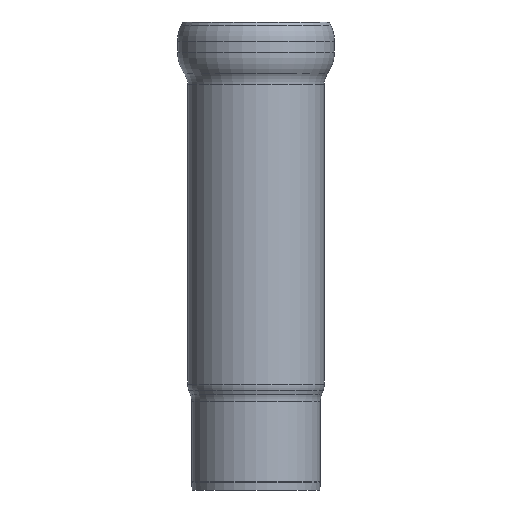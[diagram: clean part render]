
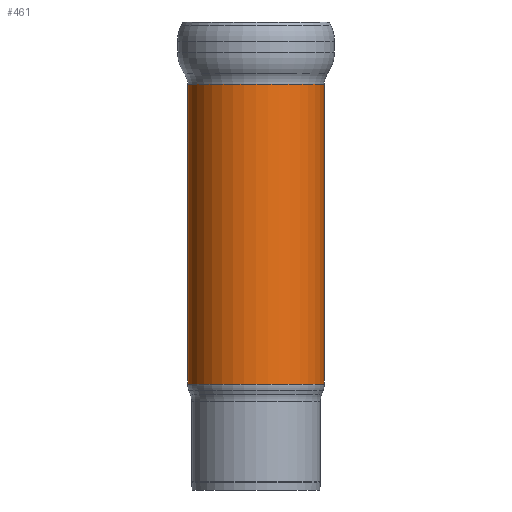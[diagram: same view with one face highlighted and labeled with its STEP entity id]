
A CAD part, front view. The second image highlights one B-rep face of the part: STEP entity #461.
In plain terms, the highlighted cylindrical face has radius 445 mm (diameter 890 mm), a full revolution.
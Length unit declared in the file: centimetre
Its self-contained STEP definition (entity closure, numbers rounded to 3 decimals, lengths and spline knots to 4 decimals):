
#23=CYLINDRICAL_SURFACE('',#526,44.5);
#33=LINE('',#841,#47);
#47=VECTOR('',#679,44.5);
#77=FACE_OUTER_BOUND('',#103,.T.);
#103=EDGE_LOOP('',(#372,#373,#374,#375,#376,#377));
#148=CIRCLE('',#524,44.5);
#149=CIRCLE('',#525,44.5);
#150=CIRCLE('',#527,44.5);
#151=CIRCLE('',#528,44.5);
#198=VERTEX_POINT('',#831);
#199=VERTEX_POINT('',#833);
#200=VERTEX_POINT('',#837);
#201=VERTEX_POINT('',#838);
#259=EDGE_CURVE('',#199,#198,#148,.T.);
#260=EDGE_CURVE('',#198,#199,#149,.T.);
#261=EDGE_CURVE('',#200,#201,#150,.T.);
#262=EDGE_CURVE('',#201,#200,#151,.T.);
#263=EDGE_CURVE('',#201,#199,#33,.T.);
#372=ORIENTED_EDGE('',*,*,#261,.F.);
#373=ORIENTED_EDGE('',*,*,#262,.F.);
#374=ORIENTED_EDGE('',*,*,#263,.T.);
#375=ORIENTED_EDGE('',*,*,#259,.T.);
#376=ORIENTED_EDGE('',*,*,#260,.T.);
#377=ORIENTED_EDGE('',*,*,#263,.F.);
#461=ADVANCED_FACE('',(#77),#23,.T.);
#524=AXIS2_PLACEMENT_3D('',#834,#669,#670);
#525=AXIS2_PLACEMENT_3D('',#835,#671,#672);
#526=AXIS2_PLACEMENT_3D('',#836,#673,#674);
#527=AXIS2_PLACEMENT_3D('',#839,#675,#676);
#528=AXIS2_PLACEMENT_3D('',#840,#677,#678);
#669=DIRECTION('center_axis',(0.,0.,-1.));
#670=DIRECTION('ref_axis',(1.,0.,0.));
#671=DIRECTION('center_axis',(0.,0.,-1.));
#672=DIRECTION('ref_axis',(1.,0.,0.));
#673=DIRECTION('center_axis',(0.,0.,-1.));
#674=DIRECTION('ref_axis',(-1.,0.,0.));
#675=DIRECTION('center_axis',(0.,0.,-1.));
#676=DIRECTION('ref_axis',(1.,0.,0.));
#677=DIRECTION('center_axis',(0.,0.,-1.));
#678=DIRECTION('ref_axis',(1.,0.,0.));
#679=DIRECTION('',(0.,0.,1.));
#831=CARTESIAN_POINT('',(135.9992,299.5559,111.7768));
#833=CARTESIAN_POINT('',(180.4992,344.0559,111.7768));
#834=CARTESIAN_POINT('Origin',(135.9992,344.0559,111.7768));
#835=CARTESIAN_POINT('Origin',(135.9992,344.0559,111.7768));
#836=CARTESIAN_POINT('Origin',(135.9992,344.0559,14.1777));
#837=CARTESIAN_POINT('',(135.9992,299.5559,-83.4214));
#838=CARTESIAN_POINT('',(180.4992,344.0559,-83.4214));
#839=CARTESIAN_POINT('Origin',(135.9992,344.0559,-83.4214));
#840=CARTESIAN_POINT('Origin',(135.9992,344.0559,-83.4214));
#841=CARTESIAN_POINT('',(180.4992,344.0559,14.1777));
